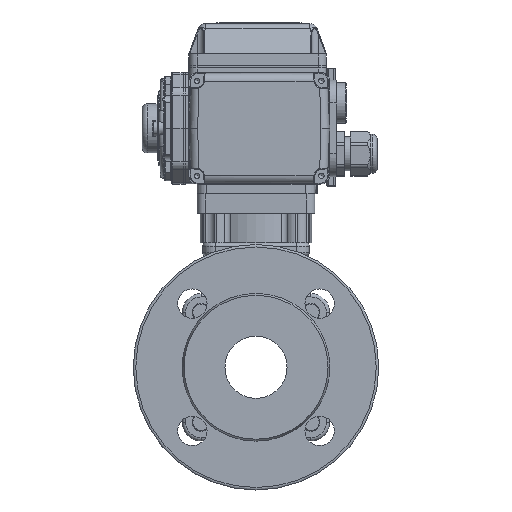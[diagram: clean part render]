
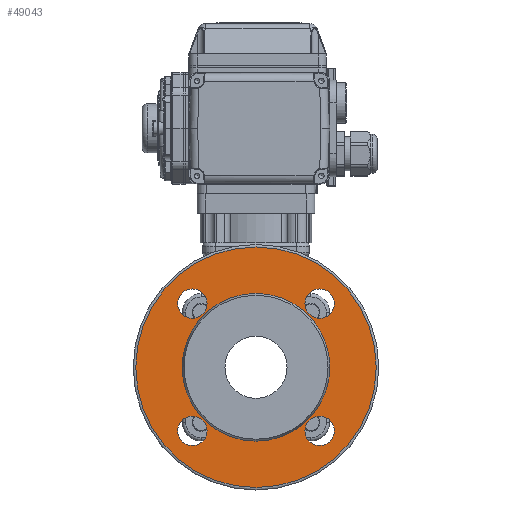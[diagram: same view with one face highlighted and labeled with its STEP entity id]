
A CAD part, left-side view. The second image highlights one B-rep face of the part: STEP entity #49043.
In plain terms, the highlighted planar face has unit normal (-1, 0, 0).
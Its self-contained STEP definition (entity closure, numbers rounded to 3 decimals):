
#1154=PLANE('',#52752);
#2497=CIRCLE('',#52753,45.155);
#2498=CIRCLE('',#52754,73.5);
#2499=CIRCLE('',#52755,9.);
#2500=CIRCLE('',#52756,9.);
#2501=CIRCLE('',#52757,9.);
#2502=CIRCLE('',#52758,9.);
#14457=ORIENTED_EDGE('',*,*,#28306,.F.);
#14458=ORIENTED_EDGE('',*,*,#28307,.T.);
#14459=ORIENTED_EDGE('',*,*,#28308,.F.);
#14460=ORIENTED_EDGE('',*,*,#28309,.F.);
#14461=ORIENTED_EDGE('',*,*,#28310,.F.);
#14462=ORIENTED_EDGE('',*,*,#28311,.F.);
#28306=EDGE_CURVE('',#35229,#35229,#2497,.T.);
#28307=EDGE_CURVE('',#35230,#35230,#2498,.T.);
#28308=EDGE_CURVE('',#35231,#35231,#2499,.T.);
#28309=EDGE_CURVE('',#35232,#35232,#2500,.T.);
#28310=EDGE_CURVE('',#35233,#35233,#2501,.T.);
#28311=EDGE_CURVE('',#35234,#35234,#2502,.T.);
#35229=VERTEX_POINT('',#94321);
#35230=VERTEX_POINT('',#94323);
#35231=VERTEX_POINT('',#94325);
#35232=VERTEX_POINT('',#94327);
#35233=VERTEX_POINT('',#94329);
#35234=VERTEX_POINT('',#94331);
#40760=EDGE_LOOP('',(#14457));
#40761=EDGE_LOOP('',(#14458));
#40762=EDGE_LOOP('',(#14459));
#40763=EDGE_LOOP('',(#14460));
#40764=EDGE_LOOP('',(#14461));
#40765=EDGE_LOOP('',(#14462));
#44412=FACE_BOUND('',#40760,.T.);
#44413=FACE_BOUND('',#40761,.T.);
#44414=FACE_BOUND('',#40762,.T.);
#44415=FACE_BOUND('',#40763,.T.);
#44416=FACE_BOUND('',#40764,.T.);
#44417=FACE_BOUND('',#40765,.T.);
#49043=ADVANCED_FACE('',(#44412,#44413,#44414,#44415,#44416,#44417),#1154,
 .T.);
#52752=AXIS2_PLACEMENT_3D('',#94319,#59313,#59314);
#52753=AXIS2_PLACEMENT_3D('',#94320,#59315,#59316);
#52754=AXIS2_PLACEMENT_3D('',#94322,#59317,#59318);
#52755=AXIS2_PLACEMENT_3D('',#94324,#59319,#59320);
#52756=AXIS2_PLACEMENT_3D('',#94326,#59321,#59322);
#52757=AXIS2_PLACEMENT_3D('',#94328,#59323,#59324);
#52758=AXIS2_PLACEMENT_3D('',#94330,#59325,#59326);
#59313=DIRECTION('',(-1.,0.,0.));
#59314=DIRECTION('',(0.,-1.,0.));
#59315=DIRECTION('',(-1.,0.,0.));
#59316=DIRECTION('',(0.,-1.,0.));
#59317=DIRECTION('',(-1.,0.,0.));
#59318=DIRECTION('',(0.,-1.,0.));
#59319=DIRECTION('',(-1.,0.,0.));
#59320=DIRECTION('',(0.,-1.,0.));
#59321=DIRECTION('',(-1.,0.,0.));
#59322=DIRECTION('',(0.,0.,1.));
#59323=DIRECTION('',(-1.,0.,0.));
#59324=DIRECTION('',(0.,1.,0.));
#59325=DIRECTION('',(-1.,0.,0.));
#59326=DIRECTION('',(0.,0.,-1.));
#94319=CARTESIAN_POINT('',(1386.626,-702.42,0.));
#94320=CARTESIAN_POINT('',(1386.626,-541.243,0.));
#94321=CARTESIAN_POINT('',(1386.626,-586.397,0.));
#94322=CARTESIAN_POINT('',(1386.626,-541.243,0.));
#94323=CARTESIAN_POINT('',(1386.626,-614.743,0.));
#94324=CARTESIAN_POINT('',(1386.626,-502.352,38.891));
#94325=CARTESIAN_POINT('',(1386.626,-511.352,38.891));
#94326=CARTESIAN_POINT('',(1386.626,-502.352,-38.891));
#94327=CARTESIAN_POINT('',(1386.626,-502.352,-29.891));
#94328=CARTESIAN_POINT('',(1386.626,-580.134,-38.891));
#94329=CARTESIAN_POINT('',(1386.626,-571.134,-38.891));
#94330=CARTESIAN_POINT('',(1386.626,-580.134,38.891));
#94331=CARTESIAN_POINT('',(1386.626,-580.134,29.891));
